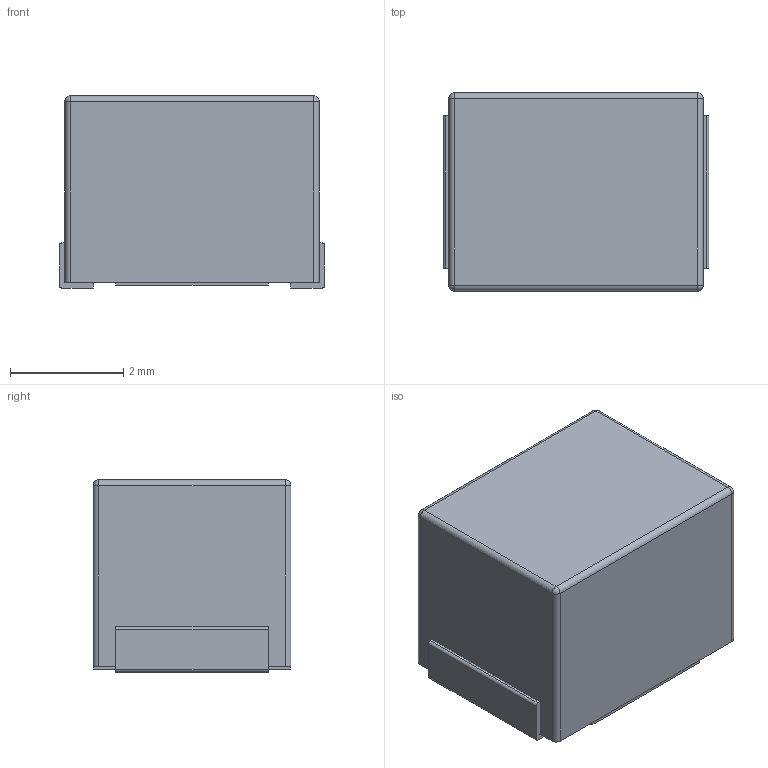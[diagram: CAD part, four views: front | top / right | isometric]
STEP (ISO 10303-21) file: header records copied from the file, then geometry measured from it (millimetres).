
FILE_DESCRIPTION((''),'2;1');
FILE_NAME('IND_EPCOS_B82432A.stp','2014-09-24T09:02:15',(''),(''),'Mechanical Desktop 2011','Mechanical Desktop 2011',', , ');
FILE_SCHEMA(('AUTOMOTIVE_DESIGN { 1 2 10303 214 1 1 1 1 }'));
Length unit declared in the file: millimetre
Products named in the file (1): Product
Bounding box: 4.7 x 3.5 x 3.4 mm (x, y, z)
Volume: 53.1 mm3; surface area: 118 mm2
Topology: 4 solids, 4 shells, 44 faces, 100 edges, 60 vertices
Faces by surface type: plane 20, cylinder 12, bspline 8, sphere 4
Entity records: 1237 total; most frequent: CARTESIAN_POINT 225, DIRECTION 194, ORIENTED_EDGE 192, EDGE_CURVE 96, VECTOR 72, LINE 72, AXIS2_PLACEMENT_3D 61, VERTEX_POINT 60
